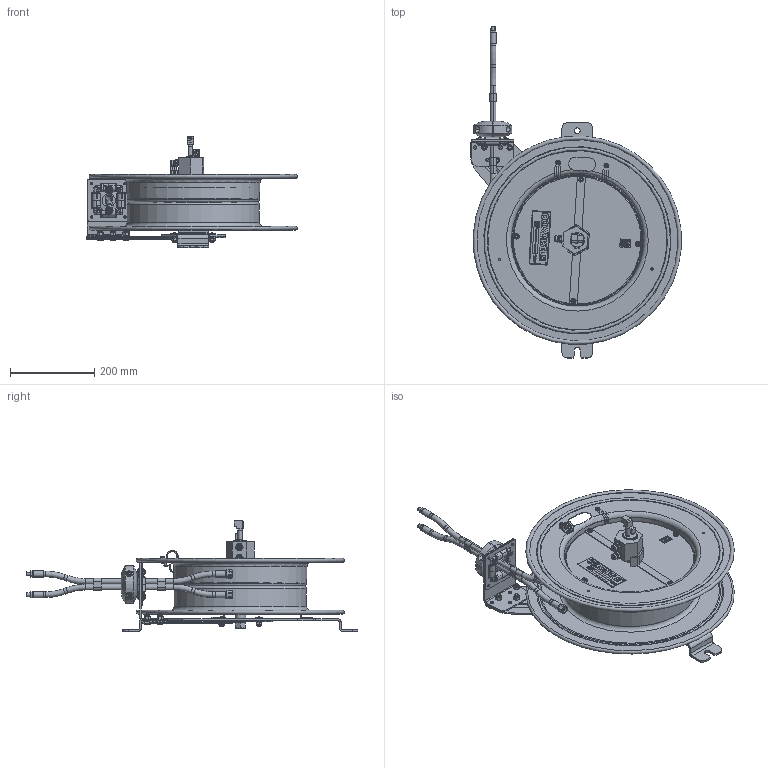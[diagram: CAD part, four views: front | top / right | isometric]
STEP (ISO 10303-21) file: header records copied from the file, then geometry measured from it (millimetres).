
FILE_DESCRIPTION(/* description */ (''),/* implementation_level */ '2;1');
FILE_NAME(/* name */ 'SG19W-175_SHARED.stp',/* time_stamp */ '2020-03-06T09:48:49-07:00',/* author */ ('NMelton'),/* organization */ (''),/* preprocessor_version */ 'ST-DEVELOPER v17',/* originating_system */ 'Autodesk Inventor 2019',/* authorisation */ '');
FILE_SCHEMA (('AUTOMOTIVE_DESIGN { 1 0 10303 214 3 1 1 }'));
Products named in the file (1): SG19W-175_SHARED
Bounding box: 500.57 x 788.35 x 265.58 mm (x, y, z)
Surface area: 1562484.8 mm2 (no closed solid volume)
Topology: 0 solids, 190 shells, 2740 faces, 12037 edges, 9118 vertices
Faces by surface type: plane 1456, cylinder 549, bspline 400, cone 197, torus 102, sphere 36
Full cylindrical faces by diameter (mm): 1.93 x2, 2.54 x1, 3.048 x1, 3.81 x2, 3.962 x2, 4.699 x3, 4.75 x3, 4.826 x2, 5.08 x2, 5.159 x1, 5.182 x2, 5.556 x4, 5.575 x1, 5.588 x4, 6.35 x10, 7.112 x2, 7.938 x3, 8.731 x3, 8.733 x4, 8.89 x3, 10.312 x1, 11.43 x3, 11.557 x4, 12.192 x7, 13.081 x2, 13.492 x1, 13.494 x10, 14.287 x2, 14.605 x4, 15.875 x1
Entity records: 133561 total; most frequent: CARTESIAN_POINT 40526, ORIENTED_EDGE 17357, DIRECTION 16193, EDGE_CURVE 11996, VERTEX_POINT 9118, LINE 6785, VECTOR 6785, AXIS2_PLACEMENT_3D 4704
